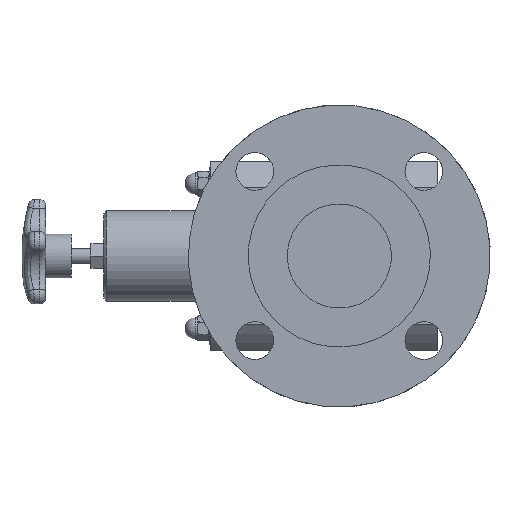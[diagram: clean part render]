
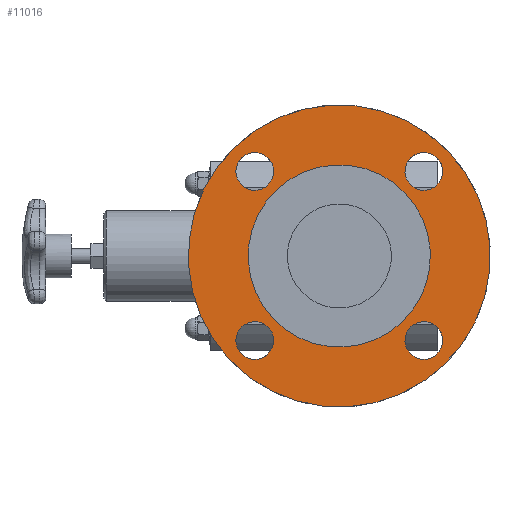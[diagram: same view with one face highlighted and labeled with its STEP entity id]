
A CAD part, left-side view. The second image highlights one B-rep face of the part: STEP entity #11016.
In plain terms, the highlighted planar face has unit normal (-1, 0, 0).
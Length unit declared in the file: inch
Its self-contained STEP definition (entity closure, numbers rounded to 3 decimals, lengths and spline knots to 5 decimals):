
#10829=CARTESIAN_POINT('',(-4.4375,-0.09121,-1.78496));
#10830=VERTEX_POINT('',#10829);
#10831=CARTESIAN_POINT('',(-4.4375,0.26862,-1.67938));
#10832=DIRECTION('',(-1.0,0.,0.));
#10833=DIRECTION('',(0.,-0.707,-0.707));
#10834=AXIS2_PLACEMENT_3D('',#10831,#10832,#10833);
#10835=CIRCLE('',#10834,0.375);
#10836=EDGE_CURVE('',#10830,#10830,#10835,.T.);
#10846=CARTESIAN_POINT('',(-4.4375,2.79262,-2.87865));
#10847=VERTEX_POINT('',#10846);
#10848=CARTESIAN_POINT('',(-4.4375,1.948,0.));
#10849=DIRECTION('',(-1.0,0.,0.));
#10850=DIRECTION('',(0.,-0.707,-0.707));
#10851=AXIS2_PLACEMENT_3D('',#10848,#10849,#10850);
#10852=CIRCLE('',#10851,3.);
#10853=EDGE_CURVE('',#10847,#10847,#10852,.T.);
#10957=CARTESIAN_POINT('',(-4.4375,2.45759,-1.73678));
#10958=VERTEX_POINT('',#10957);
#10959=CARTESIAN_POINT('',(-4.4375,1.948,0.));
#10960=DIRECTION('',(-1.0,0.,0.));
#10961=DIRECTION('',(0.,-0.707,-0.707));
#10962=AXIS2_PLACEMENT_3D('',#10959,#10960,#10961);
#10963=CIRCLE('',#10962,1.81);
#10964=EDGE_CURVE('',#10958,#10958,#10963,.T.);
#10969=CARTESIAN_POINT('',(-4.4375,3.22786,-1.27986));
#10970=DIRECTION('',(-1.0,0.0,0.0));
#10971=DIRECTION('',(0.0,0.707,0.707));
#10972=AXIS2_PLACEMENT_3D('',#10969,#10970,#10971);
#10973=PLANE('',#10972);
#10974=ORIENTED_EDGE('',*,*,#10853,.T.);
#10975=EDGE_LOOP('',(#10974));
#10976=FACE_OUTER_BOUND('',#10975,.T.);
#10977=ORIENTED_EDGE('',*,*,#10836,.F.);
#10978=EDGE_LOOP('',(#10977));
#10979=FACE_BOUND('',#10978,.T.);
#10980=ORIENTED_EDGE('',*,*,#10964,.F.);
#10981=EDGE_LOOP('',(#10980));
#10982=FACE_BOUND('',#10981,.T.);
#10983=CARTESIAN_POINT('',(-4.4375,0.16304,2.03921));
#10984=VERTEX_POINT('',#10983);
#10985=CARTESIAN_POINT('',(-4.4375,0.26862,1.67938));
#10986=DIRECTION('',(-1.0,0.,0.));
#10987=DIRECTION('',(0.,-0.707,-0.707));
#10988=AXIS2_PLACEMENT_3D('',#10985,#10986,#10987);
#10989=CIRCLE('',#10988,0.375);
#10990=EDGE_CURVE('',#10984,#10984,#10989,.T.);
#10991=ORIENTED_EDGE('',*,*,#10990,.F.);
#10992=EDGE_LOOP('',(#10991));
#10993=FACE_BOUND('',#10992,.T.);
#10994=CARTESIAN_POINT('',(-4.4375,3.98721,1.78496));
#10995=VERTEX_POINT('',#10994);
#10996=CARTESIAN_POINT('',(-4.4375,3.62738,1.67938));
#10997=DIRECTION('',(-1.0,0.,0.));
#10998=DIRECTION('',(0.,-0.707,-0.707));
#10999=AXIS2_PLACEMENT_3D('',#10996,#10997,#10998);
#11000=CIRCLE('',#10999,0.375);
#11001=EDGE_CURVE('',#10995,#10995,#11000,.T.);
#11002=ORIENTED_EDGE('',*,*,#11001,.F.);
#11003=EDGE_LOOP('',(#11002));
#11004=FACE_BOUND('',#11003,.T.);
#11005=CARTESIAN_POINT('',(-4.4375,3.73296,-2.03921));
#11006=VERTEX_POINT('',#11005);
#11007=CARTESIAN_POINT('',(-4.4375,3.62738,-1.67938));
#11008=DIRECTION('',(-1.0,0.,0.));
#11009=DIRECTION('',(0.,-0.707,-0.707));
#11010=AXIS2_PLACEMENT_3D('',#11007,#11008,#11009);
#11011=CIRCLE('',#11010,0.375);
#11012=EDGE_CURVE('',#11006,#11006,#11011,.T.);
#11013=ORIENTED_EDGE('',*,*,#11012,.F.);
#11014=EDGE_LOOP('',(#11013));
#11015=FACE_BOUND('',#11014,.T.);
#11016=ADVANCED_FACE('',(#10976,#10979,#10982,#10993,#11004,#11015),#10973,.T.);
